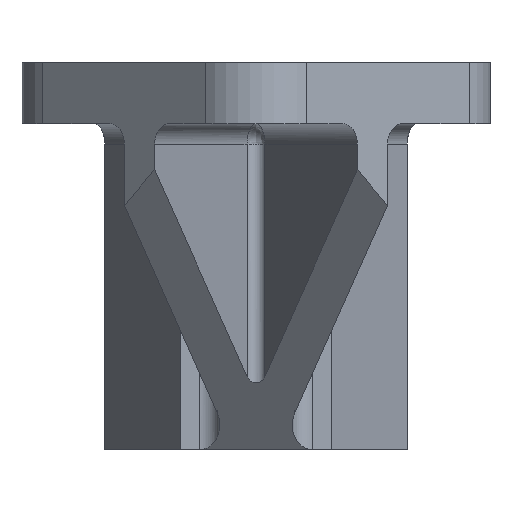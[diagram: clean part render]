
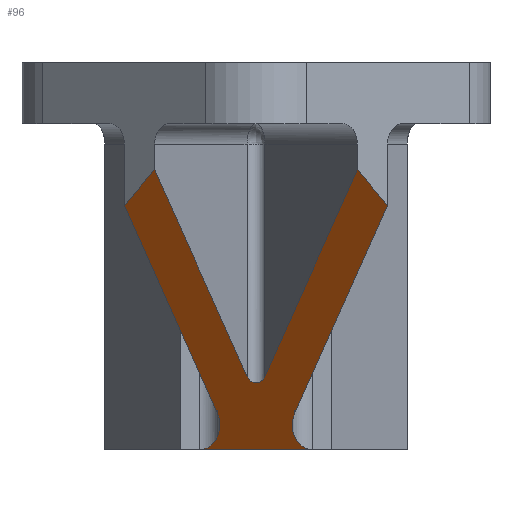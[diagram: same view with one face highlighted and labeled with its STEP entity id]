
A CAD part, front view. The second image highlights one B-rep face of the part: STEP entity #96.
In plain terms, the highlighted planar face has unit normal (0, -0.766, -0.643).
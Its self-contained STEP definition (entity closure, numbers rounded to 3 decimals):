
#96 = ADVANCED_FACE( '', ( #203 ), #204, .T. );
#203 = FACE_OUTER_BOUND( '', #566, .T. );
#204 = PLANE( '', #567 );
#566 = EDGE_LOOP( '', ( #855, #856, #857, #858, #859, #860, #861, #862, #863, #864 ) );
#567 = AXIS2_PLACEMENT_3D( '', #865, #866, #867 );
#855 = ORIENTED_EDGE( '', *, *, #1430, .F. );
#856 = ORIENTED_EDGE( '', *, *, #1431, .T. );
#857 = ORIENTED_EDGE( '', *, *, #1432, .T. );
#858 = ORIENTED_EDGE( '', *, *, #1433, .T. );
#859 = ORIENTED_EDGE( '', *, *, #1409, .T. );
#860 = ORIENTED_EDGE( '', *, *, #1434, .F. );
#861 = ORIENTED_EDGE( '', *, *, #1421, .T. );
#862 = ORIENTED_EDGE( '', *, *, #1435, .F. );
#863 = ORIENTED_EDGE( '', *, *, #1436, .F. );
#864 = ORIENTED_EDGE( '', *, *, #1437, .F. );
#865 = CARTESIAN_POINT( '', ( 81.744, -12.875, -38. ) );
#866 = DIRECTION( '', ( 0., -0.766, -0.643 ) );
#867 = DIRECTION( '', ( 0., 0.643, -0.766 ) );
#1409 = EDGE_CURVE( '', #1660, #1661, #1662, .F. );
#1421 = EDGE_CURVE( '', #1681, #1682, #1683, .F. );
#1430 = EDGE_CURVE( '', #1696, #1697, #1698, .T. );
#1431 = EDGE_CURVE( '', #1696, #1699, #1700, .T. );
#1432 = EDGE_CURVE( '', #1699, #1701, #1702, .T. );
#1433 = EDGE_CURVE( '', #1701, #1660, #1703, .T. );
#1434 = EDGE_CURVE( '', #1681, #1661, #1704, .T. );
#1435 = EDGE_CURVE( '', #1705, #1682, #1706, .T. );
#1436 = EDGE_CURVE( '', #1707, #1705, #1708, .T. );
#1437 = EDGE_CURVE( '', #1697, #1707, #1709, .T. );
#1660 = VERTEX_POINT( '', #2114 );
#1661 = VERTEX_POINT( '', #2115 );
#1662 = ELLIPSE( '', #2116, 3.111, 2. );
#1681 = VERTEX_POINT( '', #2141 );
#1682 = VERTEX_POINT( '', #2142 );
#1683 = ELLIPSE( '', #2143, 3.111, 2. );
#1696 = VERTEX_POINT( '', #2162 );
#1697 = VERTEX_POINT( '', #2163 );
#1698 = ELLIPSE( '', #2164, 1.556, 1. );
#1699 = VERTEX_POINT( '', #2165 );
#1700 = LINE( '', #2166, #2167 );
#1701 = VERTEX_POINT( '', #2168 );
#1702 = LINE( '', #2169, #2170 );
#1703 = LINE( '', #2171, #2172 );
#1704 = LINE( '', #2173, #2174 );
#1705 = VERTEX_POINT( '', #2175 );
#1706 = LINE( '', #2176, #2177 );
#1707 = VERTEX_POINT( '', #2178 );
#1708 = LINE( '', #2179, #2180 );
#1709 = LINE( '', #2181, #2182 );
#2114 = CARTESIAN_POINT( '', ( -3.777, -15.815, -34.496 ) );
#2115 = CARTESIAN_POINT( '', ( -5.542, -12.875, -38. ) );
#2116 = AXIS2_PLACEMENT_3D( '', #2550, #2551, #2552 );
#2141 = CARTESIAN_POINT( '', ( 5.542, -12.875, -38. ) );
#2142 = CARTESIAN_POINT( '', ( 3.777, -15.815, -34.496 ) );
#2143 = AXIS2_PLACEMENT_3D( '', #2574, #2575, #2576 );
#2162 = CARTESIAN_POINT( '', ( -0.883, -18.89, -30.831 ) );
#2163 = CARTESIAN_POINT( '', ( 0.883, -18.89, -30.831 ) );
#2164 = AXIS2_PLACEMENT_3D( '', #2589, #2590, #2591 );
#2165 = CARTESIAN_POINT( '', ( -9.961, -35.938, -10.515 ) );
#2166 = CARTESIAN_POINT( '', ( 0.8, -15.731, -34.597 ) );
#2167 = VECTOR( '', #2592, 1000. );
#2168 = CARTESIAN_POINT( '', ( -12.919, -32.981, -14.039 ) );
#2169 = CARTESIAN_POINT( '', ( -14.814, -31.086, -16.297 ) );
#2170 = VECTOR( '', #2593, 1000. );
#2171 = CARTESIAN_POINT( '', ( -2.211, -12.875, -38. ) );
#2172 = VECTOR( '', #2594, 1000. );
#2173 = CARTESIAN_POINT( '', ( 81.744, -12.875, -38. ) );
#2174 = VECTOR( '', #2595, 1000. );
#2175 = CARTESIAN_POINT( '', ( 12.919, -32.981, -14.039 ) );
#2176 = CARTESIAN_POINT( '', ( 2.211, -12.875, -38. ) );
#2177 = VECTOR( '', #2596, 1000. );
#2178 = CARTESIAN_POINT( '', ( 9.961, -35.938, -10.515 ) );
#2179 = CARTESIAN_POINT( '', ( 14.814, -31.086, -16.297 ) );
#2180 = VECTOR( '', #2597, 1000. );
#2181 = CARTESIAN_POINT( '', ( -0.8, -15.731, -34.597 ) );
#2182 = VECTOR( '', #2598, 1000. );
#2550 = CARTESIAN_POINT( '', ( -5.542, -14.875, -35.616 ) );
#2551 = DIRECTION( '', ( 0., -0.766, -0.643 ) );
#2552 = DIRECTION( '', ( 0., -0.643, 0.766 ) );
#2574 = CARTESIAN_POINT( '', ( 5.542, -14.875, -35.616 ) );
#2575 = DIRECTION( '', ( 0., -0.766, -0.643 ) );
#2576 = DIRECTION( '', ( 0., -0.643, 0.766 ) );
#2589 = CARTESIAN_POINT( '', ( 0., -19.36, -30.271 ) );
#2590 = DIRECTION( '', ( 0., -0.766, -0.643 ) );
#2591 = DIRECTION( '', ( 0., -0.643, 0.766 ) );
#2592 = DIRECTION( '', ( -0.324, -0.608, 0.725 ) );
#2593 = DIRECTION( '', ( -0.541, 0.541, -0.644 ) );
#2594 = DIRECTION( '', ( 0.324, 0.608, -0.725 ) );
#2595 = DIRECTION( '', ( -1., 0., 0. ) );
#2596 = DIRECTION( '', ( -0.324, 0.608, -0.725 ) );
#2597 = DIRECTION( '', ( 0.541, 0.541, -0.644 ) );
#2598 = DIRECTION( '', ( 0.324, -0.608, 0.725 ) );
